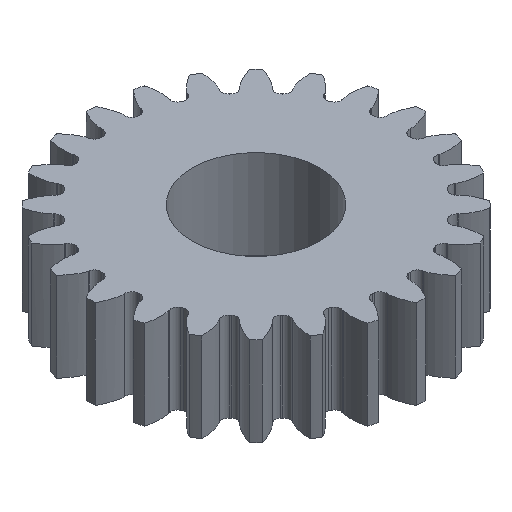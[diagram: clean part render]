
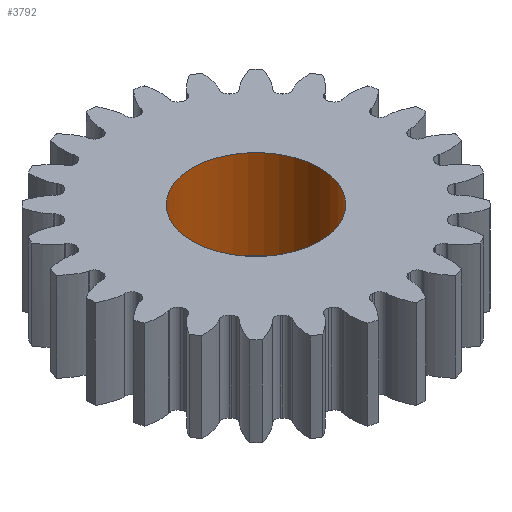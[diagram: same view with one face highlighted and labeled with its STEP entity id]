
A CAD part, isometric view. The second image highlights one B-rep face of the part: STEP entity #3792.
In plain terms, the highlighted cylindrical face has radius 5 mm (diameter 10 mm), a full revolution.
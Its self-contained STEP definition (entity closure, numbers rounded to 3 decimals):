
#408=FACE_OUTER_BOUND('',#605,.T.);
#605=EDGE_LOOP('',(#3494,#3495,#3496,#3497));
#895=LINE('',#20544,#1184);
#1184=VECTOR('',#5123,5.);
#1350=CIRCLE('',#4090,5.);
#1378=CIRCLE('',#4147,5.);
#1755=VERTEX_POINT('',#20015);
#1764=VERTEX_POINT('',#20541);
#2302=EDGE_CURVE('',#1755,#1755,#1350,.T.);
#2342=EDGE_CURVE('',#1764,#1764,#1378,.T.);
#2343=EDGE_CURVE('',#1764,#1755,#895,.T.);
#3494=ORIENTED_EDGE('',*,*,#2342,.F.);
#3495=ORIENTED_EDGE('',*,*,#2343,.T.);
#3496=ORIENTED_EDGE('',*,*,#2302,.T.);
#3497=ORIENTED_EDGE('',*,*,#2343,.F.);
#3597=CYLINDRICAL_SURFACE('',#4148,5.);
#3792=ADVANCED_FACE('',(#408),#3597,.F.);
#4090=AXIS2_PLACEMENT_3D('',#20016,#4995,#4996);
#4147=AXIS2_PLACEMENT_3D('',#20542,#5119,#5120);
#4148=AXIS2_PLACEMENT_3D('',#20543,#5121,#5122);
#4995=DIRECTION('center_axis',(0.,0.,-1.));
#4996=DIRECTION('ref_axis',(1.,0.,0.));
#5119=DIRECTION('center_axis',(0.,0.,-1.));
#5120=DIRECTION('ref_axis',(1.,0.,0.));
#5121=DIRECTION('center_axis',(0.,0.,1.));
#5122=DIRECTION('ref_axis',(1.,0.,0.));
#5123=DIRECTION('',(0.,0.,-1.));
#20015=CARTESIAN_POINT('',(-5.,0.,0.));
#20016=CARTESIAN_POINT('Origin',(0.,0.,0.));
#20541=CARTESIAN_POINT('',(-5.,0.,7.));
#20542=CARTESIAN_POINT('Origin',(0.,0.,7.));
#20543=CARTESIAN_POINT('Origin',(0.,0.,0.));
#20544=CARTESIAN_POINT('',(-5.,0.,0.));
